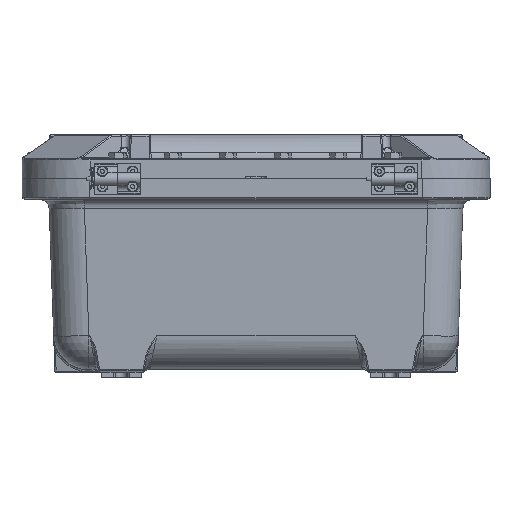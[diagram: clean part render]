
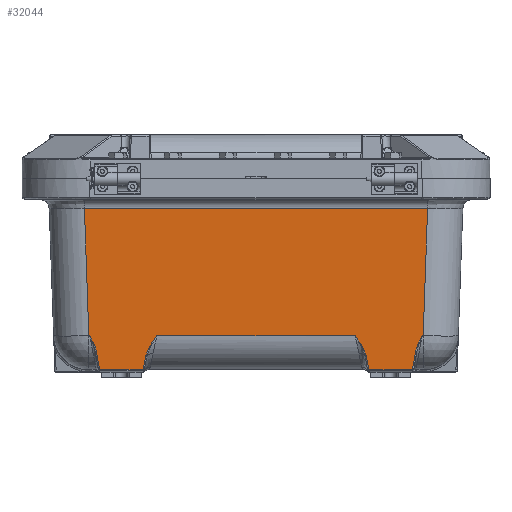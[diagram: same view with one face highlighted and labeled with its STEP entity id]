
A CAD part, left-side view. The second image highlights one B-rep face of the part: STEP entity #32044.
In plain terms, the highlighted planar face has unit normal (-0.999, 0, -0.035).
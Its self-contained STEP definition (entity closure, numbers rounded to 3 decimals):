
#2064=LINE('',#45893,#4539);
#2089=LINE('',#46108,#4564);
#2160=LINE('',#47767,#4635);
#2165=LINE('',#47880,#4640);
#2166=LINE('',#47884,#4641);
#2229=LINE('',#49335,#4704);
#2248=LINE('',#49585,#4723);
#2249=LINE('',#49651,#4724);
#2250=LINE('',#49652,#4725);
#2251=LINE('',#49654,#4726);
#2252=LINE('',#49655,#4727);
#2253=LINE('',#49656,#4728);
#4539=VECTOR('',#37128,0.394);
#4564=VECTOR('',#37235,0.394);
#4635=VECTOR('',#37582,0.394);
#4640=VECTOR('',#37613,0.394);
#4641=VECTOR('',#37618,0.394);
#4704=VECTOR('',#37947,0.394);
#4723=VECTOR('',#38050,0.394);
#4724=VECTOR('',#38059,0.394);
#4725=VECTOR('',#38060,0.394);
#4726=VECTOR('',#38061,0.394);
#4727=VECTOR('',#38062,0.394);
#4728=VECTOR('',#38063,0.394);
#6970=ELLIPSE('',#34314,4.507,1.663);
#7000=ELLIPSE('',#34441,4.507,1.663);
#7311=B_SPLINE_CURVE_WITH_KNOTS('',3,(#45794,#45795,#45796,#45797,#45798,
#45799,#45800,#45801),.UNSPECIFIED.,.F.,.F.,(4,1,1,2,4),(0.,0.575,
1.149,2.874,2.876),.UNSPECIFIED.);
#7314=B_SPLINE_CURVE_WITH_KNOTS('',3,(#45862,#45863,#45864,#45865,#45866,
#45867,#45868,#45869),.UNSPECIFIED.,.F.,.F.,(4,2,1,1,4),(-0.003,
0.,0.863,1.294,2.157),.UNSPECIFIED.);
#7367=B_SPLINE_CURVE_WITH_KNOTS('',3,(#47746,#47747,#47748,#47749,#47750,
#47751,#47752,#47753,#47754,#47755,#47756,#47757),.UNSPECIFIED.,.F.,.F.,
(4,2,1,1,1,1,1,1,4),(-0.003,0.,0.575,1.149,
1.437,1.724,2.155,2.299,2.873),
 .UNSPECIFIED.);
#7372=B_SPLINE_CURVE_WITH_KNOTS('',3,(#47931,#47932,#47933,#47934,#47935,
#47936,#47937,#47938),.UNSPECIFIED.,.F.,.F.,(4,1,1,2,4),(0.,0.863,
1.294,2.157,2.16),.UNSPECIFIED.);
#8256=PLANE('',#34633);
#10054=FACE_OUTER_BOUND('',#11995,.T.);
#11995=EDGE_LOOP('',(#23732,#23733,#23734,#23735,#23736,#23737,#23738,#23739,
#23740,#23741,#23742,#23743,#23744,#23745,#23746,#23747,#23748,#23749));
#14894=VERTEX_POINT('',#45791);
#14895=VERTEX_POINT('',#45793);
#14896=VERTEX_POINT('',#45850);
#14898=VERTEX_POINT('',#45853);
#14899=VERTEX_POINT('',#45871);
#14933=VERTEX_POINT('',#46083);
#14935=VERTEX_POINT('',#46107);
#15059=VERTEX_POINT('',#47730);
#15061=VERTEX_POINT('',#47733);
#15065=VERTEX_POINT('',#47764);
#15066=VERTEX_POINT('',#47766);
#15077=VERTEX_POINT('',#47879);
#15078=VERTEX_POINT('',#47883);
#15081=VERTEX_POINT('',#47930);
#15210=VERTEX_POINT('',#49579);
#15211=VERTEX_POINT('',#49583);
#15212=VERTEX_POINT('',#49650);
#15213=VERTEX_POINT('',#49653);
#17977=EDGE_CURVE('',#14894,#14895,#7311,.T.);
#17981=EDGE_CURVE('',#14898,#14896,#7314,.T.);
#17984=EDGE_CURVE('',#14896,#14899,#2064,.T.);
#18038=EDGE_CURVE('',#14933,#14935,#2089,.T.);
#18061=EDGE_CURVE('',#14935,#14894,#6970,.T.);
#18242=EDGE_CURVE('',#15061,#15059,#7367,.T.);
#18246=EDGE_CURVE('',#15065,#15066,#2160,.T.);
#18250=EDGE_CURVE('',#15059,#15065,#7000,.T.);
#18264=EDGE_CURVE('',#15077,#15066,#2165,.T.);
#18266=EDGE_CURVE('',#15077,#15078,#2166,.T.);
#18270=EDGE_CURVE('',#15078,#15081,#7372,.T.);
#18465=EDGE_CURVE('',#14933,#14899,#2229,.T.);
#18504=EDGE_CURVE('',#15211,#15210,#2248,.T.);
#18507=EDGE_CURVE('',#15212,#14898,#2249,.T.);
#18508=EDGE_CURVE('',#15210,#15212,#2250,.T.);
#18509=EDGE_CURVE('',#15213,#15211,#2251,.T.);
#18510=EDGE_CURVE('',#15081,#15213,#2252,.T.);
#18511=EDGE_CURVE('',#14895,#15061,#2253,.T.);
#23732=ORIENTED_EDGE('',*,*,#17981,.F.);
#23733=ORIENTED_EDGE('',*,*,#18507,.F.);
#23734=ORIENTED_EDGE('',*,*,#18508,.F.);
#23735=ORIENTED_EDGE('',*,*,#18504,.F.);
#23736=ORIENTED_EDGE('',*,*,#18509,.F.);
#23737=ORIENTED_EDGE('',*,*,#18510,.F.);
#23738=ORIENTED_EDGE('',*,*,#18270,.F.);
#23739=ORIENTED_EDGE('',*,*,#18266,.F.);
#23740=ORIENTED_EDGE('',*,*,#18264,.T.);
#23741=ORIENTED_EDGE('',*,*,#18246,.F.);
#23742=ORIENTED_EDGE('',*,*,#18250,.F.);
#23743=ORIENTED_EDGE('',*,*,#18242,.F.);
#23744=ORIENTED_EDGE('',*,*,#18511,.F.);
#23745=ORIENTED_EDGE('',*,*,#17977,.F.);
#23746=ORIENTED_EDGE('',*,*,#18061,.F.);
#23747=ORIENTED_EDGE('',*,*,#18038,.F.);
#23748=ORIENTED_EDGE('',*,*,#18465,.T.);
#23749=ORIENTED_EDGE('',*,*,#17984,.F.);
#32044=ADVANCED_FACE('',(#10054),#8256,.F.);
#34314=AXIS2_PLACEMENT_3D('',#46285,#37265,#37266);
#34441=AXIS2_PLACEMENT_3D('',#47804,#37585,#37586);
#34633=AXIS2_PLACEMENT_3D('',#49649,#38057,#38058);
#37128=DIRECTION('',(0.034,0.174,-0.984));
#37235=DIRECTION('',(-0.034,0.174,0.984));
#37265=DIRECTION('center_axis',(-0.999,0.,
-0.035));
#37266=DIRECTION('ref_axis',(-0.017,0.872,0.49));
#37582=DIRECTION('',(0.034,0.174,-0.984));
#37585=DIRECTION('center_axis',(-0.999,0.,-0.035));
#37586=DIRECTION('ref_axis',(0.017,0.872,-0.49));
#37613=DIRECTION('',(0.,-1.,0.));
#37618=DIRECTION('',(-0.034,0.174,0.984));
#37947=DIRECTION('',(0.,-1.,0.));
#38050=DIRECTION('',(0.,-1.,0.));
#38057=DIRECTION('center_axis',(0.999,0.,0.035));
#38058=DIRECTION('ref_axis',(0.035,0.,-0.999));
#38059=DIRECTION('',(0.,1.,0.));
#38060=DIRECTION('',(0.035,0.035,-0.999));
#38061=DIRECTION('',(-0.035,0.035,0.999));
#38062=DIRECTION('',(0.,1.,0.));
#38063=DIRECTION('',(0.,1.,0.));
#45791=CARTESIAN_POINT('',(-10.019,-5.472,0.702));
#45793=CARTESIAN_POINT('',(-10.053,-4.927,1.689));
#45794=CARTESIAN_POINT('Ctrl Pts',(-10.019,-5.472,
0.702));
#45795=CARTESIAN_POINT('Ctrl Pts',(-10.021,-5.452,0.775));
#45796=CARTESIAN_POINT('Ctrl Pts',(-10.026,-5.399,
0.917));
#45797=CARTESIAN_POINT('Ctrl Pts',(-10.038,-5.23,
1.254));
#45798=CARTESIAN_POINT('Ctrl Pts',(-10.047,-5.057,
1.502));
#45799=CARTESIAN_POINT('Ctrl Pts',(-10.053,-4.928,
1.688));
#45800=CARTESIAN_POINT('Ctrl Pts',(-10.053,-4.927,
1.689));
#45801=CARTESIAN_POINT('Ctrl Pts',(-10.053,-4.927,
1.689));
#45850=CARTESIAN_POINT('',(-10.026,-7.931,0.907));
#45853=CARTESIAN_POINT('',(-10.053,-8.259,1.689));
#45862=CARTESIAN_POINT('Ctrl Pts',(-10.053,-8.259,
1.689));
#45863=CARTESIAN_POINT('Ctrl Pts',(-10.053,-8.258,
1.689));
#45864=CARTESIAN_POINT('Ctrl Pts',(-10.053,-8.258,
1.688));
#45865=CARTESIAN_POINT('Ctrl Pts',(-10.05,-8.205,1.588));
#45866=CARTESIAN_POINT('Ctrl Pts',(-10.044,-8.124,
1.438));
#45867=CARTESIAN_POINT('Ctrl Pts',(-10.036,-8.007,
1.181));
#45868=CARTESIAN_POINT('Ctrl Pts',(-10.03,-7.951,
1.018));
#45869=CARTESIAN_POINT('Ctrl Pts',(-10.026,-7.931,0.907));
#45871=CARTESIAN_POINT('',(-9.994,-7.771,0.));
#45893=CARTESIAN_POINT('',(-9.969,-7.646,-0.713));
#46083=CARTESIAN_POINT('',(-9.994,-5.603,0.));
#46107=CARTESIAN_POINT('',(-10.014,-5.503,0.572));
#46108=CARTESIAN_POINT('',(-10.007,-5.539,0.368));
#46285=CARTESIAN_POINT('Origin',(-10.073,-1.507,2.266));
#47730=CARTESIAN_POINT('',(-10.019,5.472,0.702));
#47733=CARTESIAN_POINT('',(-10.053,4.927,1.689));
#47746=CARTESIAN_POINT('Ctrl Pts',(-10.053,4.927,1.689));
#47747=CARTESIAN_POINT('Ctrl Pts',(-10.053,4.927,1.689));
#47748=CARTESIAN_POINT('Ctrl Pts',(-10.053,4.928,1.688));
#47749=CARTESIAN_POINT('Ctrl Pts',(-10.051,4.971,1.626));
#47750=CARTESIAN_POINT('Ctrl Pts',(-10.047,5.057,1.502));
#47751=CARTESIAN_POINT('Ctrl Pts',(-10.041,5.161,1.345));
#47752=CARTESIAN_POINT('Ctrl Pts',(-10.037,5.24,1.217));
#47753=CARTESIAN_POINT('Ctrl Pts',(-10.033,5.305,1.102));
#47754=CARTESIAN_POINT('Ctrl Pts',(-10.029,5.357,1.001));
#47755=CARTESIAN_POINT('Ctrl Pts',(-10.024,5.419,0.864));
#47756=CARTESIAN_POINT('Ctrl Pts',(-10.021,5.452,0.775));
#47757=CARTESIAN_POINT('Ctrl Pts',(-10.019,5.472,0.702));
#47764=CARTESIAN_POINT('',(-10.014,5.503,0.572));
#47766=CARTESIAN_POINT('',(-9.994,5.604,0.));
#47767=CARTESIAN_POINT('',(-10.007,5.539,0.368));
#47804=CARTESIAN_POINT('Origin',(-10.073,1.507,2.266));
#47879=CARTESIAN_POINT('',(-9.994,7.771,0.));
#47880=CARTESIAN_POINT('',(-9.994,0.,0.));
#47883=CARTESIAN_POINT('',(-10.026,7.931,0.907));
#47884=CARTESIAN_POINT('',(-9.969,7.646,-0.713));
#47930=CARTESIAN_POINT('',(-10.053,8.259,1.689));
#47931=CARTESIAN_POINT('Ctrl Pts',(-10.026,7.931,0.907));
#47932=CARTESIAN_POINT('Ctrl Pts',(-10.03,7.951,1.018));
#47933=CARTESIAN_POINT('Ctrl Pts',(-10.036,8.007,1.181));
#47934=CARTESIAN_POINT('Ctrl Pts',(-10.044,8.124,1.438));
#47935=CARTESIAN_POINT('Ctrl Pts',(-10.05,8.205,1.588));
#47936=CARTESIAN_POINT('Ctrl Pts',(-10.053,8.258,1.688));
#47937=CARTESIAN_POINT('Ctrl Pts',(-10.053,8.258,1.689));
#47938=CARTESIAN_POINT('Ctrl Pts',(-10.053,8.259,1.689));
#49335=CARTESIAN_POINT('',(-9.994,0.,0.));
#49579=CARTESIAN_POINT('',(-10.273,-8.524,7.986));
#49583=CARTESIAN_POINT('',(-10.273,8.524,7.986));
#49585=CARTESIAN_POINT('',(-10.273,0.,7.986));
#49649=CARTESIAN_POINT('Origin',(-9.994,0.,0.005));
#49650=CARTESIAN_POINT('',(-10.053,-8.304,1.689));
#49651=CARTESIAN_POINT('',(-10.053,0.,1.689));
#49652=CARTESIAN_POINT('',(-10.132,-8.383,3.945));
#49653=CARTESIAN_POINT('',(-10.053,8.304,1.689));
#49654=CARTESIAN_POINT('',(-9.984,8.235,-0.282));
#49655=CARTESIAN_POINT('',(-10.053,0.,1.689));
#49656=CARTESIAN_POINT('',(-10.053,0.,1.689));
